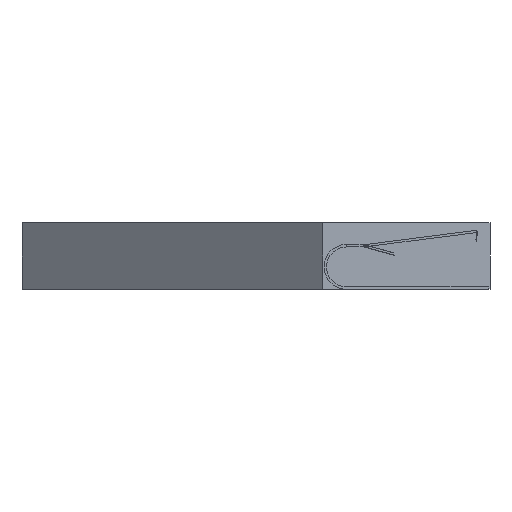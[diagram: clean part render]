
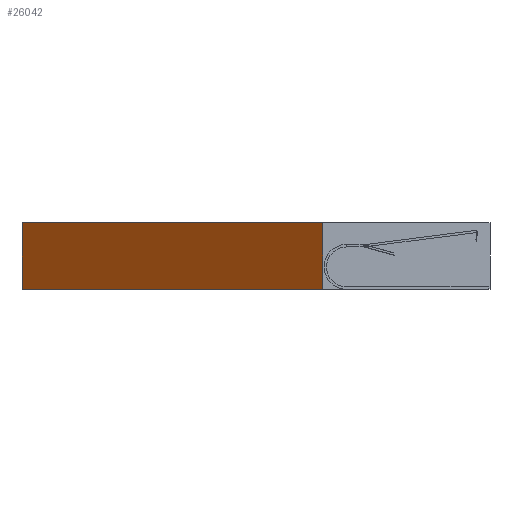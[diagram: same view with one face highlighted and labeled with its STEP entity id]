
A CAD part, left-side view. The second image highlights one B-rep face of the part: STEP entity #26042.
In plain terms, the highlighted face is planar.
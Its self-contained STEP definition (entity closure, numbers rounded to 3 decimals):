
#1690=ORIENTED_EDGE('',*,*,#9510,.T.);
#1691=ORIENTED_EDGE('',*,*,#9511,.F.);
#1692=ORIENTED_EDGE('',*,*,#9512,.F.);
#1693=ORIENTED_EDGE('',*,*,#9507,.T.);
#9507=EDGE_CURVE('',#13418,#13417,#15571,.T.);
#9510=EDGE_CURVE('',#13417,#13420,#15574,.T.);
#9511=EDGE_CURVE('',#13421,#13420,#15575,.T.);
#9512=EDGE_CURVE('',#13418,#13421,#15576,.T.);
#13417=VERTEX_POINT('',#37233);
#13418=VERTEX_POINT('',#37235);
#13420=VERTEX_POINT('',#37241);
#13421=VERTEX_POINT('',#37243);
#15571=LINE('',#37234,#18507);
#15574=LINE('',#37240,#18510);
#15575=LINE('',#37242,#18511);
#15576=LINE('',#37244,#18512);
#18507=VECTOR('',#29988,1000.);
#18510=VECTOR('',#29993,1000.);
#18511=VECTOR('',#29994,1000.);
#18512=VECTOR('',#29995,1000.);
#21443=EDGE_LOOP('',(#1690,#1691,#1692,#1693));
#23203=FACE_BOUND('',#21443,.T.);
#24963=PLANE('',#27830);
#26042=ADVANCED_FACE('',(#23203),#24963,.F.);
#27830=AXIS2_PLACEMENT_3D('',#37239,#29991,#29992);
#29988=DIRECTION('',(0.,1.,0.));
#29991=DIRECTION('',(0.,0.,1.));
#29992=DIRECTION('',(1.,0.,0.));
#29993=DIRECTION('',(1.,0.,0.));
#29994=DIRECTION('',(0.,1.,0.));
#29995=DIRECTION('',(1.,0.,0.));
#37233=CARTESIAN_POINT('',(-1.115,203.615,-2.8));
#37234=CARTESIAN_POINT('',(-1.115,-203.615,-2.8));
#37235=CARTESIAN_POINT('',(-1.115,-203.615,-2.8));
#37239=CARTESIAN_POINT('',(-1.115,-203.615,-2.8));
#37240=CARTESIAN_POINT('',(-1.115,203.615,-2.8));
#37241=CARTESIAN_POINT('',(1.115,203.615,-2.8));
#37242=CARTESIAN_POINT('',(1.115,-203.615,-2.8));
#37243=CARTESIAN_POINT('',(1.115,-203.615,-2.8));
#37244=CARTESIAN_POINT('',(-1.115,-203.615,-2.8));
